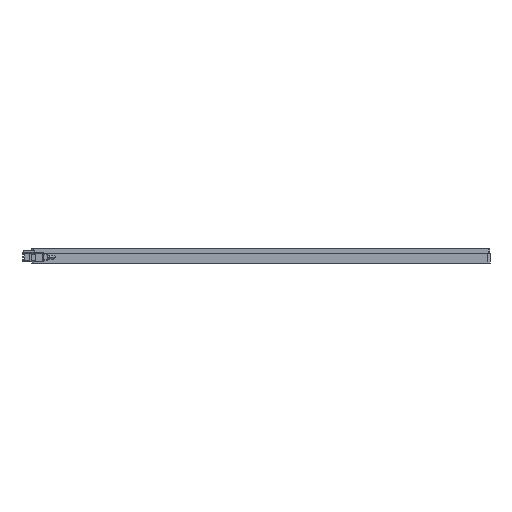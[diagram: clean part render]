
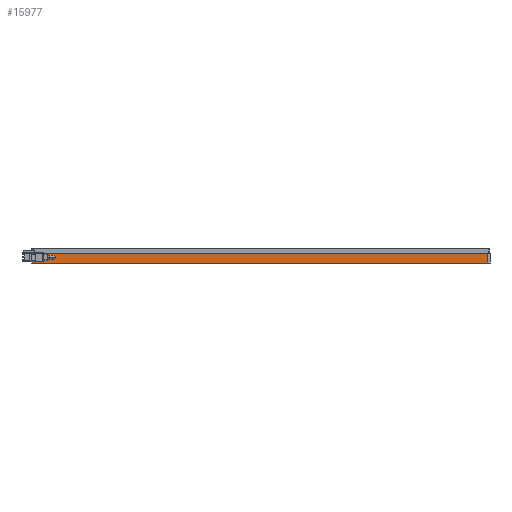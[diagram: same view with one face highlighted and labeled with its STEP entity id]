
A CAD part, front view. The second image highlights one B-rep face of the part: STEP entity #15977.
In plain terms, the highlighted planar face has unit normal (0, -1, 0).
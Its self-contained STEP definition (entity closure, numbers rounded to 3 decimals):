
#337 = CARTESIAN_POINT ( 'NONE',  ( 158.852, -174.577, 4.25 ) ) ;
#375 = VERTEX_POINT ( 'NONE', #3155 ) ;
#1095 = LINE ( 'NONE', #15168, #1889 ) ;
#1186 = FACE_BOUND ( 'NONE', #11223, .T. ) ;
#1313 = CARTESIAN_POINT ( 'NONE',  ( -211.148, -174.577, 0.75 ) ) ;
#1703 = DIRECTION ( 'NONE',  ( 0., 1., 0. ) ) ;
#1889 = VECTOR ( 'NONE', #9873, 1000. ) ;
#3155 = CARTESIAN_POINT ( 'NONE',  ( -227.148, -174.577, 4.25 ) ) ;
#3168 = CARTESIAN_POINT ( 'NONE',  ( 160.852, -174.577, 4.25 ) ) ;
#4294 = DIRECTION ( 'NONE',  ( 0., 0., -1. ) ) ;
#4665 = CIRCLE ( 'NONE', #5768, 1.75 ) ;
#5356 = AXIS2_PLACEMENT_3D ( 'NONE', #1313, #13439, #20297 ) ;
#5768 = AXIS2_PLACEMENT_3D ( 'NONE', #16277, #14499, #4294 ) ;
#5872 = DIRECTION ( 'NONE',  ( 1., 0., 0. ) ) ;
#5924 = EDGE_LOOP ( 'NONE', ( #19565, #11020, #15406, #20907 ) ) ;
#5979 = FACE_OUTER_BOUND ( 'NONE', #5924, .T. ) ;
#6203 = EDGE_CURVE ( 'NONE', #6654, #12330, #1095, .T. ) ;
#6654 = VERTEX_POINT ( 'NONE', #9940 ) ;
#6691 = ORIENTED_EDGE ( 'NONE', *, *, #19043, .F. ) ;
#6707 = VERTEX_POINT ( 'NONE', #20329 ) ;
#6815 = LINE ( 'NONE', #18713, #19367 ) ;
#7412 = VERTEX_POINT ( 'NONE', #337 ) ;
#7812 = EDGE_CURVE ( 'NONE', #6654, #375, #6815, .T. ) ;
#9040 = AXIS2_PLACEMENT_3D ( 'NONE', #3168, #1703, #11672 ) ;
#9873 = DIRECTION ( 'NONE',  ( 1., 0., 0. ) ) ;
#9940 = CARTESIAN_POINT ( 'NONE',  ( -227.148, -174.577, -4.25 ) ) ;
#10393 = ORIENTED_EDGE ( 'NONE', *, *, #15709, .F. ) ;
#10720 = CARTESIAN_POINT ( 'NONE',  ( 158.852, -174.577, -4.25 ) ) ;
#11020 = ORIENTED_EDGE ( 'NONE', *, *, #21213, .T. ) ;
#11223 = EDGE_LOOP ( 'NONE', ( #10393, #6691 ) ) ;
#11322 = EDGE_CURVE ( 'NONE', #375, #7412, #11935, .T. ) ;
#11552 = CIRCLE ( 'NONE', #5356, 1.75 ) ;
#11672 = DIRECTION ( 'NONE',  ( -1., 0., 0. ) ) ;
#11898 = PLANE ( 'NONE',  #9040 ) ;
#11935 = LINE ( 'NONE', #14283, #15918 ) ;
#12330 = VERTEX_POINT ( 'NONE', #10720 ) ;
#13439 = DIRECTION ( 'NONE',  ( 0., -1., 0. ) ) ;
#14283 = CARTESIAN_POINT ( 'NONE',  ( 160.852, -174.577, 4.25 ) ) ;
#14499 = DIRECTION ( 'NONE',  ( 0., -1., 0. ) ) ;
#15168 = CARTESIAN_POINT ( 'NONE',  ( 160.852, -174.577, -4.25 ) ) ;
#15258 = DIRECTION ( 'NONE',  ( 0., 0., 1. ) ) ;
#15406 = ORIENTED_EDGE ( 'NONE', *, *, #11322, .F. ) ;
#15709 = EDGE_CURVE ( 'NONE', #6707, #17853, #4665, .T. ) ;
#15918 = VECTOR ( 'NONE', #5872, 1000. ) ;
#15977 = ADVANCED_FACE ( 'NONE', ( #5979, #1186 ), #11898, .F. ) ;
#16277 = CARTESIAN_POINT ( 'NONE',  ( -211.148, -174.577, 0.75 ) ) ;
#16671 = VECTOR ( 'NONE', #18484, 1000. ) ;
#17541 = CARTESIAN_POINT ( 'NONE',  ( -211.148, -174.577, 2.5 ) ) ;
#17853 = VERTEX_POINT ( 'NONE', #17541 ) ;
#18015 = LINE ( 'NONE', #21901, #16671 ) ;
#18484 = DIRECTION ( 'NONE',  ( 0., 0., 1. ) ) ;
#18713 = CARTESIAN_POINT ( 'NONE',  ( -227.148, -174.577, 4.25 ) ) ;
#19043 = EDGE_CURVE ( 'NONE', #17853, #6707, #11552, .T. ) ;
#19367 = VECTOR ( 'NONE', #15258, 1000. ) ;
#19565 = ORIENTED_EDGE ( 'NONE', *, *, #6203, .T. ) ;
#20297 = DIRECTION ( 'NONE',  ( 0., 0., -1. ) ) ;
#20329 = CARTESIAN_POINT ( 'NONE',  ( -211.148, -174.577, -1. ) ) ;
#20907 = ORIENTED_EDGE ( 'NONE', *, *, #7812, .F. ) ;
#21213 = EDGE_CURVE ( 'NONE', #12330, #7412, #18015, .T. ) ;
#21901 = CARTESIAN_POINT ( 'NONE',  ( 158.852, -174.577, 4.25 ) ) ;
